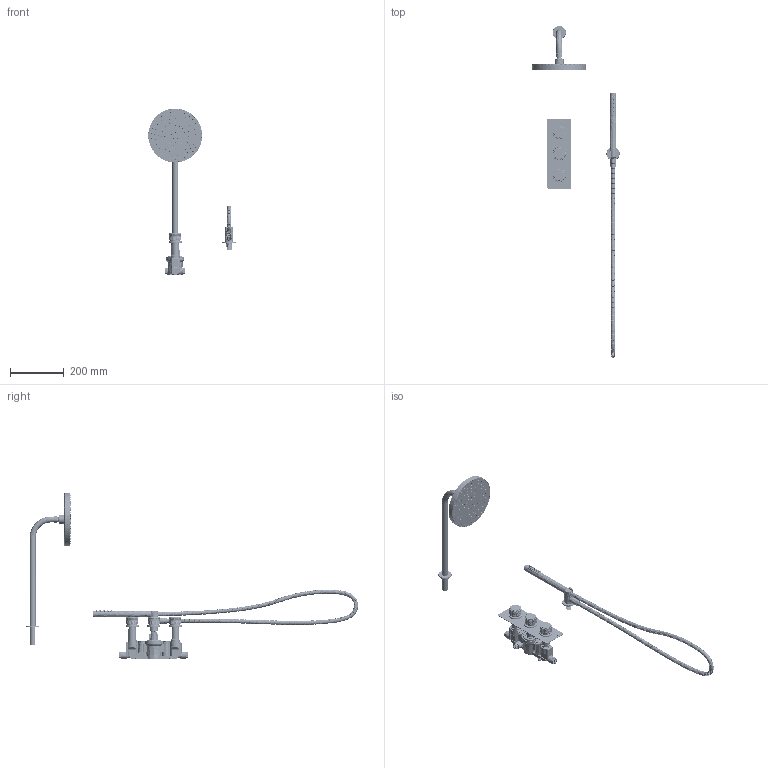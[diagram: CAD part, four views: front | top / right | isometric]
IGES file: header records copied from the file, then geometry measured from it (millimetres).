
Global section: file name: T20B2ACPR; native system: Autodesk Inventor 2023; preprocessor: unknown; author: rclarke; date: 20230509.141414; units: millimetre
Bounding box: 324.75 x 1233.49 x 619.95 mm (x, y, z)
Volume: 1777370.4 mm3; surface area: 754991.6 mm2
Topology: 99 solids, 115 shells, 12591 faces, 32418 edges, 20880 vertices
Faces by surface type: bspline 12591
